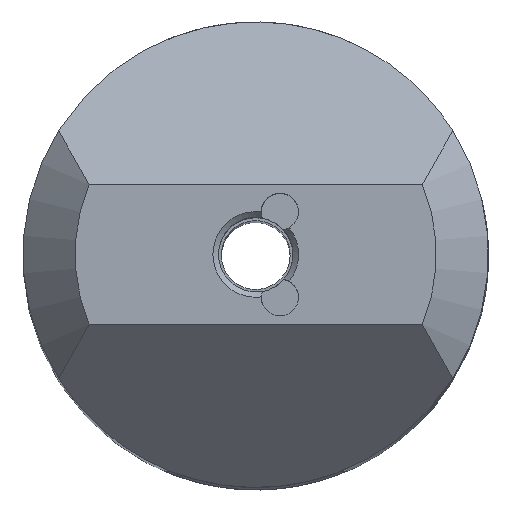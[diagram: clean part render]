
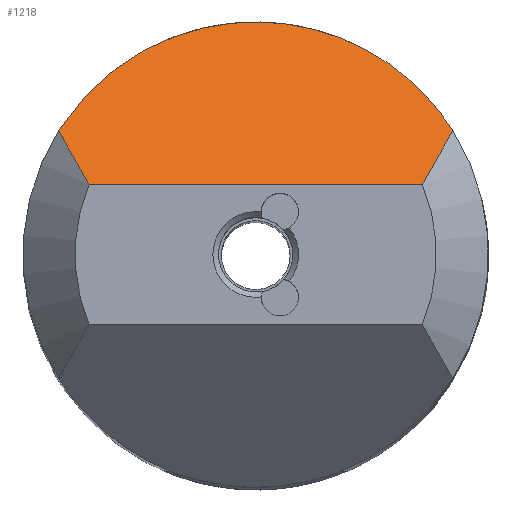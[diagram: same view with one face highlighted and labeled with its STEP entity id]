
A CAD part, top view. The second image highlights one B-rep face of the part: STEP entity #1218.
In plain terms, the highlighted planar face has unit normal (0, 0.695, 0.719).
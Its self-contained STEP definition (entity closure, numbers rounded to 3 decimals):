
#18 = CARTESIAN_POINT ( 'NONE',  ( -10.585, 6.649, 92.2 ) ) ;
#163 = EDGE_CURVE ( 'NONE', #1693, #2084, #1916, .T. ) ;
#223 = CARTESIAN_POINT ( 'NONE',  ( -10.585, 6.649, 92.2 ) ) ;
#301 = VECTOR ( 'NONE', #728, 1000. ) ;
#302 = AXIS2_PLACEMENT_3D ( 'NONE', #1208, #1590, #468 ) ;
#397 = ORIENTED_EDGE ( 'NONE', *, *, #163, .T. ) ;
#468 = DIRECTION ( 'NONE',  ( 0., 0.719, -0.695 ) ) ;
#611 = EDGE_CURVE ( 'NONE', #962, #1693, #2101, .T. ) ;
#685 = EDGE_LOOP ( 'NONE', ( #1193, #397, #2527, #1546 ) ) ;
#728 = DIRECTION ( 'NONE',  ( 1., 0., 0. ) ) ;
#797 = CARTESIAN_POINT ( 'NONE',  ( -5.128, 15.335, 83.813 ) ) ;
#929 = CARTESIAN_POINT ( 'NONE',  ( -12.5, 3.75, 95. ) ) ;
#962 = VERTEX_POINT ( 'NONE', #223 ) ;
#986 = EDGE_CURVE ( 'NONE', #2084, #2223, #2365, .T. ) ;
#1055 = FACE_OUTER_BOUND ( 'NONE', #685, .T. ) ;
#1193 = ORIENTED_EDGE ( 'NONE', *, *, #611, .T. ) ;
#1199 = CARTESIAN_POINT ( 'NONE',  ( 10.585, 6.649, 92.2 ) ) ;
#1208 = CARTESIAN_POINT ( 'NONE',  ( -12.5, 3.75, 95. ) ) ;
#1211 = CARTESIAN_POINT ( 'NONE',  ( 5.128, 15.335, 83.813 ) ) ;
#1218 = ADVANCED_FACE ( 'NONE', ( #1055 ), #1422, .F. ) ;
#1248 = CARTESIAN_POINT ( 'NONE',  ( 8.946, 3.75, 95. ) ) ;
#1422 = PLANE ( 'NONE',  #302 ) ;
#1424 = CARTESIAN_POINT ( 'NONE',  ( 9.502, 4.635, 94.145 ) ) ;
#1437 = CARTESIAN_POINT ( 'NONE',  ( -8.946, 3.75, 95. ) ) ;
#1485 = CARTESIAN_POINT ( 'NONE',  ( -10.048, 5.602, 93.211 ) ) ;
#1546 = ORIENTED_EDGE ( 'NONE', *, *, #1672, .F. ) ;
#1590 = DIRECTION ( 'NONE',  ( 0., -0.695, -0.719 ) ) ;
#1594 = CARTESIAN_POINT ( 'NONE',  ( 10.585, 6.649, 92.2 ) ) ;
#1672 = EDGE_CURVE ( 'NONE', #962, #2223, #1945, .T. ) ;
#1690 = CARTESIAN_POINT ( 'NONE',  ( -9.502, 4.635, 94.145 ) ) ;
#1693 = VERTEX_POINT ( 'NONE', #1437 ) ;
#1887 = CARTESIAN_POINT ( 'NONE',  ( -8.946, 3.75, 95. ) ) ;
#1916 = LINE ( 'NONE', #929, #301 ) ;
#1945 =( BOUNDED_CURVE ( )  B_SPLINE_CURVE ( 3, ( #18, #797, #1211, #1594 ),
 .UNSPECIFIED., .F., .T. ) 
 B_SPLINE_CURVE_WITH_KNOTS ( ( 4, 4 ),
 ( 5.273, 7.293 ),
 .UNSPECIFIED. ) 
 CURVE ( )  GEOMETRIC_REPRESENTATION_ITEM ( )  RATIONAL_B_SPLINE_CURVE ( ( 1., 0.688, 0.688, 1. ) ) 
 REPRESENTATION_ITEM ( '' )  );
#2036 = CARTESIAN_POINT ( 'NONE',  ( 8.946, 3.75, 95. ) ) ;
#2084 = VERTEX_POINT ( 'NONE', #2036 ) ;
#2101 =( BOUNDED_CURVE ( )  B_SPLINE_CURVE ( 3, ( #2111, #1485, #1690, #1887 ),
 .UNSPECIFIED., .F., .F. ) 
 B_SPLINE_CURVE_WITH_KNOTS ( ( 4, 4 ),
 ( 2.672, 2.749 ),
 .UNSPECIFIED. ) 
 CURVE ( )  GEOMETRIC_REPRESENTATION_ITEM ( )  RATIONAL_B_SPLINE_CURVE ( ( 1., 1., 1., 1. ) ) 
 REPRESENTATION_ITEM ( '' )  );
#2111 = CARTESIAN_POINT ( 'NONE',  ( -10.585, 6.649, 92.2 ) ) ;
#2147 = CARTESIAN_POINT ( 'NONE',  ( 10.585, 6.649, 92.2 ) ) ;
#2223 = VERTEX_POINT ( 'NONE', #2147 ) ;
#2264 = CARTESIAN_POINT ( 'NONE',  ( 10.048, 5.602, 93.211 ) ) ;
#2365 =( BOUNDED_CURVE ( )  B_SPLINE_CURVE ( 3, ( #1248, #1424, #2264, #1199 ),
 .UNSPECIFIED., .F., .F. ) 
 B_SPLINE_CURVE_WITH_KNOTS ( ( 4, 4 ),
 ( 3.534, 3.611 ),
 .UNSPECIFIED. ) 
 CURVE ( )  GEOMETRIC_REPRESENTATION_ITEM ( )  RATIONAL_B_SPLINE_CURVE ( ( 1., 1., 1., 1. ) ) 
 REPRESENTATION_ITEM ( '' )  );
#2527 = ORIENTED_EDGE ( 'NONE', *, *, #986, .T. ) ;
